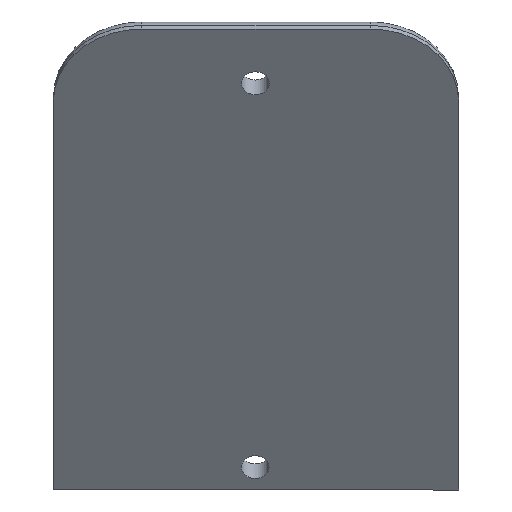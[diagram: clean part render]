
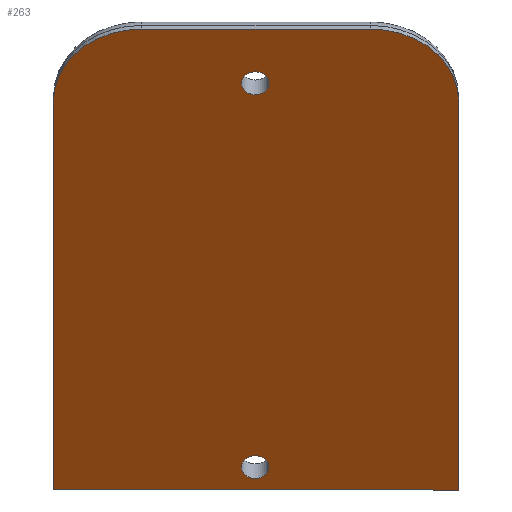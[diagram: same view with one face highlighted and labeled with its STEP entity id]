
A CAD part, isometric view. The second image highlights one B-rep face of the part: STEP entity #263.
In plain terms, the highlighted planar face has unit normal (-0.707, -0.707, 0).
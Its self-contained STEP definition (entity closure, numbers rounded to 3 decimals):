
#17=FACE_BOUND('',#59,.T.);
#18=FACE_BOUND('',#60,.T.);
#24=PLANE('',#308);
#41=FACE_OUTER_BOUND('',#58,.T.);
#58=EDGE_LOOP('',(#234,#235,#236,#237,#238,#239));
#59=EDGE_LOOP('',(#240));
#60=EDGE_LOOP('',(#241));
#71=LINE('',#444,#90);
#75=LINE('',#453,#94);
#77=LINE('',#457,#96);
#79=LINE('',#461,#98);
#90=VECTOR('',#367,10.);
#94=VECTOR('',#377,10.);
#96=VECTOR('',#381,10.);
#98=VECTOR('',#385,10.);
#111=CIRCLE('',#297,1.1);
#112=CIRCLE('',#299,1.1);
#113=CIRCLE('',#302,6.94);
#114=CIRCLE('',#307,6.94);
#129=VERTEX_POINT('',#433);
#130=VERTEX_POINT('',#437);
#131=VERTEX_POINT('',#441);
#132=VERTEX_POINT('',#443);
#133=VERTEX_POINT('',#447);
#134=VERTEX_POINT('',#451);
#135=VERTEX_POINT('',#455);
#136=VERTEX_POINT('',#459);
#157=EDGE_CURVE('',#129,#129,#111,.T.);
#159=EDGE_CURVE('',#130,#130,#112,.T.);
#161=EDGE_CURVE('',#132,#131,#71,.T.);
#164=EDGE_CURVE('',#131,#133,#113,.T.);
#166=EDGE_CURVE('',#133,#134,#75,.T.);
#168=EDGE_CURVE('',#134,#135,#77,.T.);
#170=EDGE_CURVE('',#135,#136,#79,.T.);
#171=EDGE_CURVE('',#136,#132,#114,.T.);
#234=ORIENTED_EDGE('',*,*,#171,.T.);
#235=ORIENTED_EDGE('',*,*,#161,.T.);
#236=ORIENTED_EDGE('',*,*,#164,.T.);
#237=ORIENTED_EDGE('',*,*,#166,.T.);
#238=ORIENTED_EDGE('',*,*,#168,.T.);
#239=ORIENTED_EDGE('',*,*,#170,.T.);
#240=ORIENTED_EDGE('',*,*,#159,.T.);
#241=ORIENTED_EDGE('',*,*,#157,.T.);
#263=ADVANCED_FACE('',(#41,#17,#18),#24,.F.);
#297=AXIS2_PLACEMENT_3D('',#435,#357,#358);
#299=AXIS2_PLACEMENT_3D('',#439,#362,#363);
#302=AXIS2_PLACEMENT_3D('',#449,#372,#373);
#307=AXIS2_PLACEMENT_3D('',#463,#388,#389);
#308=AXIS2_PLACEMENT_3D('',#464,#390,#391);
#357=DIRECTION('center_axis',(0.707,0.707,0.));
#358=DIRECTION('ref_axis',(0.,0.,
1.));
#362=DIRECTION('center_axis',(0.707,0.707,0.));
#363=DIRECTION('ref_axis',(0.,0.,
1.));
#367=DIRECTION('',(-0.707,0.707,0.));
#372=DIRECTION('center_axis',(-0.707,-0.707,0.));
#373=DIRECTION('ref_axis',(-0.707,0.707,0.));
#377=DIRECTION('',(0.,0.,-1.));
#381=DIRECTION('',(0.707,-0.707,0.));
#385=DIRECTION('',(0.,0.,1.));
#388=DIRECTION('center_axis',(-0.707,-0.707,0.));
#389=DIRECTION('ref_axis',(0.,0.,1.));
#390=DIRECTION('center_axis',(0.707,0.707,0.));
#391=DIRECTION('ref_axis',(0.,0.,-1.));
#433=CARTESIAN_POINT('',(19.738,19.86,-19.893));
#435=CARTESIAN_POINT('Origin',(19.738,19.86,-18.793));
#437=CARTESIAN_POINT('',(19.745,19.853,17.097));
#439=CARTESIAN_POINT('Origin',(19.745,19.853,18.197));
#441=CARTESIAN_POINT('',(13.416,26.182,23.417));
#443=CARTESIAN_POINT('',(26.151,13.447,23.417));
#444=CARTESIAN_POINT('',(16.6,22.998,23.417));
#447=CARTESIAN_POINT('',(8.508,31.09,16.477));
#449=CARTESIAN_POINT('Origin',(13.416,26.182,16.477));
#451=CARTESIAN_POINT('',(8.508,31.09,-21.));
#453=CARTESIAN_POINT('',(8.508,31.09,-9.896));
#455=CARTESIAN_POINT('',(31.058,8.54,-21.));
#457=CARTESIAN_POINT('',(25.421,14.177,-21.));
#459=CARTESIAN_POINT('',(31.058,8.54,16.477));
#461=CARTESIAN_POINT('',(31.058,8.54,8.843));
#463=CARTESIAN_POINT('Origin',(26.151,13.447,16.477));
#464=CARTESIAN_POINT('Origin',(19.783,19.815,1.209));
